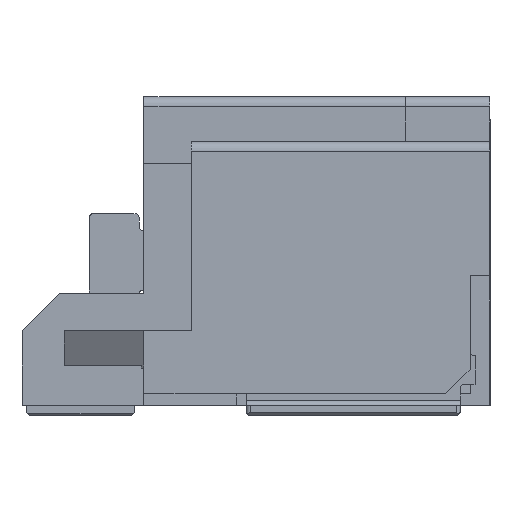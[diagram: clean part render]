
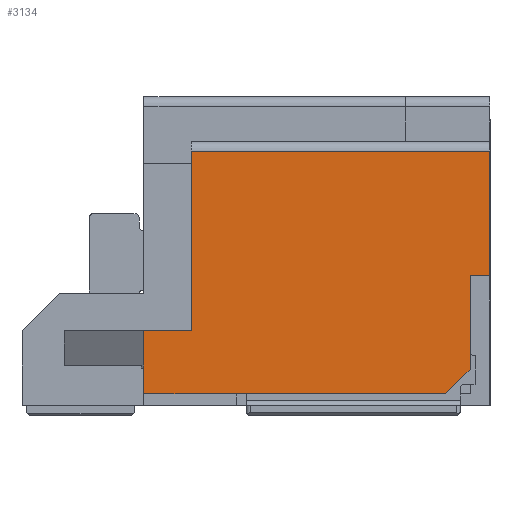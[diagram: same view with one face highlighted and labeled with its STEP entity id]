
A CAD part, left-side view. The second image highlights one B-rep face of the part: STEP entity #3134.
In plain terms, the highlighted planar face has unit normal (-1, 0, 0).
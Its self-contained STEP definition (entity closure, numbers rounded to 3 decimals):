
#1009=CARTESIAN_POINT('',(15.318,-43.05,0.43));
#1010=VERTEX_POINT('',#1009);
#1017=CARTESIAN_POINT('',(15.318,-43.05,0.95));
#1018=VERTEX_POINT('',#1017);
#1019=CARTESIAN_POINT('',(15.318,-43.05,0.43));
#1020=DIRECTION('',(0.,0.,1.));
#1021=VECTOR('',#1020,0.52);
#1022=LINE('',#1019,#1021);
#1023=EDGE_CURVE('',#1010,#1018,#1022,.T.);
#1107=CARTESIAN_POINT('',(15.318,-43.05,1.7));
#1108=VERTEX_POINT('',#1107);
#1109=CARTESIAN_POINT('',(15.318,-43.05,0.95));
#1110=DIRECTION('',(0.,0.,1.));
#1111=VECTOR('',#1110,0.75);
#1112=LINE('',#1109,#1111);
#1113=EDGE_CURVE('',#1018,#1108,#1112,.T.);
#1130=CARTESIAN_POINT('',(15.318,-44.,1.7));
#1131=VERTEX_POINT('',#1130);
#1132=CARTESIAN_POINT('',(15.318,-43.05,1.7));
#1133=DIRECTION('',(0.,-1.,0.));
#1134=VECTOR('',#1133,0.95);
#1135=LINE('',#1132,#1134);
#1136=EDGE_CURVE('',#1108,#1131,#1135,.T.);
#1234=CARTESIAN_POINT('',(15.318,-44.,5.3));
#1235=VERTEX_POINT('',#1234);
#1236=CARTESIAN_POINT('',(15.318,-44.,1.7));
#1237=DIRECTION('',(0.,0.,1.));
#1238=VECTOR('',#1237,3.6);
#1239=LINE('',#1236,#1238);
#1240=EDGE_CURVE('',#1131,#1235,#1239,.T.);
#1506=CARTESIAN_POINT('',(15.318,-50.,5.3));
#1507=VERTEX_POINT('',#1506);
#1515=CARTESIAN_POINT('',(15.318,-50.,2.8));
#1516=VERTEX_POINT('',#1515);
#1517=CARTESIAN_POINT('',(15.318,-50.,5.3));
#1518=DIRECTION('',(0.,0.,-1.));
#1519=VECTOR('',#1518,2.5);
#1520=LINE('',#1517,#1519);
#1521=EDGE_CURVE('',#1507,#1516,#1520,.T.);
#3086=CARTESIAN_POINT('',(15.318,-46.525,3.4));
#3087=DIRECTION('',(0.,0.,-1.));
#3088=DIRECTION('',(-1.,-0.,0.));
#3089=AXIS2_PLACEMENT_3D('',#3086,#3088,#3087);
#3090=PLANE('',#3089);
#3091=ORIENTED_EDGE('',*,*,#1113,.F.);
#3092=ORIENTED_EDGE('',*,*,#1023,.F.);
#3093=CARTESIAN_POINT('',(15.318,-49.1,0.43));
#3094=VERTEX_POINT('',#3093);
#3095=CARTESIAN_POINT('',(15.318,-43.05,0.43));
#3096=DIRECTION('',(0.,-1.,0.));
#3097=VECTOR('',#3096,6.05);
#3098=LINE('',#3095,#3097);
#3099=EDGE_CURVE('',#1010,#3094,#3098,.T.);
#3100=ORIENTED_EDGE('',*,*,#3099,.T.);
#3101=CARTESIAN_POINT('',(15.318,-49.6,0.93));
#3102=VERTEX_POINT('',#3101);
#3103=CARTESIAN_POINT('',(15.318,-49.1,0.43));
#3104=DIRECTION('',(0.,-0.707,0.707));
#3105=VECTOR('',#3104,0.707);
#3106=LINE('',#3103,#3105);
#3107=EDGE_CURVE('',#3094,#3102,#3106,.T.);
#3108=ORIENTED_EDGE('',*,*,#3107,.T.);
#3109=CARTESIAN_POINT('',(15.318,-49.6,2.8));
#3110=VERTEX_POINT('',#3109);
#3111=CARTESIAN_POINT('',(15.318,-49.6,0.93));
#3112=DIRECTION('',(0.,0.,1.));
#3113=VECTOR('',#3112,1.87);
#3114=LINE('',#3111,#3113);
#3115=EDGE_CURVE('',#3102,#3110,#3114,.T.);
#3116=ORIENTED_EDGE('',*,*,#3115,.T.);
#3117=CARTESIAN_POINT('',(15.318,-49.6,2.8));
#3118=DIRECTION('',(0.,-1.,0.));
#3119=VECTOR('',#3118,0.4);
#3120=LINE('',#3117,#3119);
#3121=EDGE_CURVE('',#3110,#1516,#3120,.T.);
#3122=ORIENTED_EDGE('',*,*,#3121,.T.);
#3123=ORIENTED_EDGE('',*,*,#1521,.F.);
#3124=CARTESIAN_POINT('',(15.318,-50.,5.3));
#3125=DIRECTION('',(0.,1.,0.));
#3126=VECTOR('',#3125,6.);
#3127=LINE('',#3124,#3126);
#3128=EDGE_CURVE('',#1507,#1235,#3127,.T.);
#3129=ORIENTED_EDGE('',*,*,#3128,.T.);
#3130=ORIENTED_EDGE('',*,*,#1240,.F.);
#3131=ORIENTED_EDGE('',*,*,#1136,.F.);
#3132=EDGE_LOOP('',(#3091,#3092,#3100,#3108,#3116,#3122,#3123,#3129,#3130,#3131));
#3133=FACE_OUTER_BOUND('',#3132,.T.);
#3134=ADVANCED_FACE('',(#3133),#3090,.T.);
